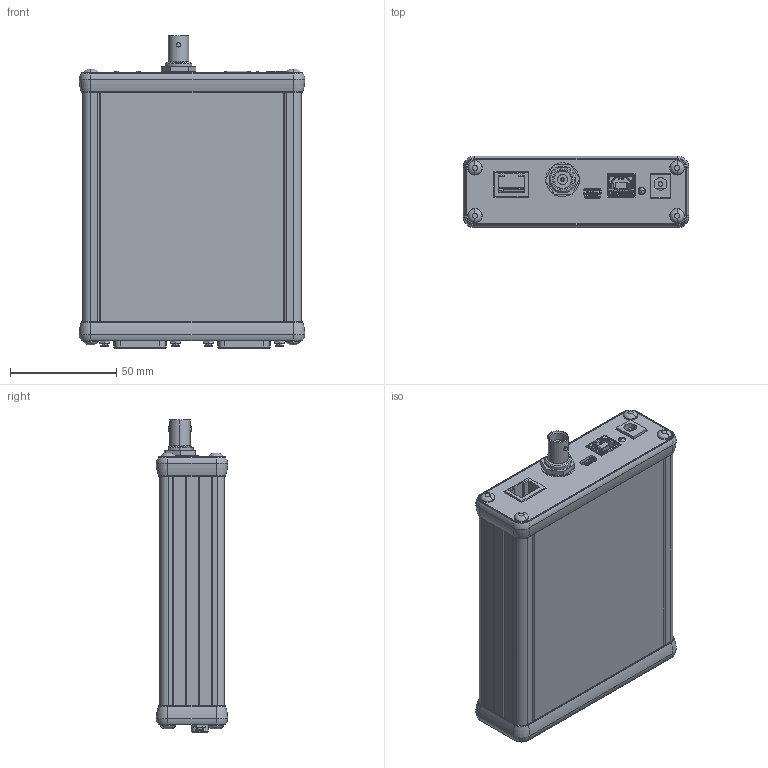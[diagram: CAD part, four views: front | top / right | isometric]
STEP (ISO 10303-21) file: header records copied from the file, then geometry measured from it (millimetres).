
FILE_DESCRIPTION (( 'STEP AP214' ), '1' );
FILE_NAME ('SK-9014 (S-LINK-2).STEP', '2011-02-16T15:50:59', ( 'Ronald Vander Haeghe' ), ( 'Gentec-Electro-Optique Inc.' ), 'SwSTEP 2.0', 'SolidWorks 2008', '' );
FILE_SCHEMA (( 'AUTOMOTIVE_DESIGN' ));
Length unit declared in the file: millimetre
Products named in the file (1): SK-9014 (S-LINK-2)
Bounding box: 106.13 x 33.63 x 146.79 mm (x, y, z)
Surface area: 76664.7 mm2 (no closed solid volume)
Topology: 0 solids, 58 shells, 753 faces, 2560 edges, 1827 vertices
Faces by surface type: cylinder 314, plane 314, torus 52, bspline 44, cone 29
Entity records: 37470 total; most frequent: CARTESIAN_POINT 7221, DIRECTION 4706, ORIENTED_EDGE 3946, EDGE_CURVE 2560, VERTEX_POINT 1827, AXIS2_PLACEMENT_3D 1616, VECTOR 1474, LINE 1474
